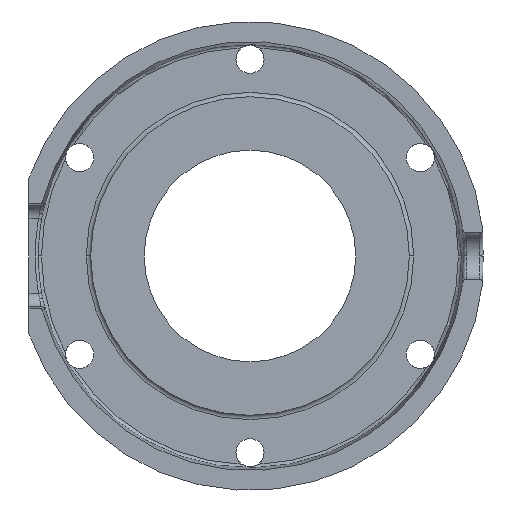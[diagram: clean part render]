
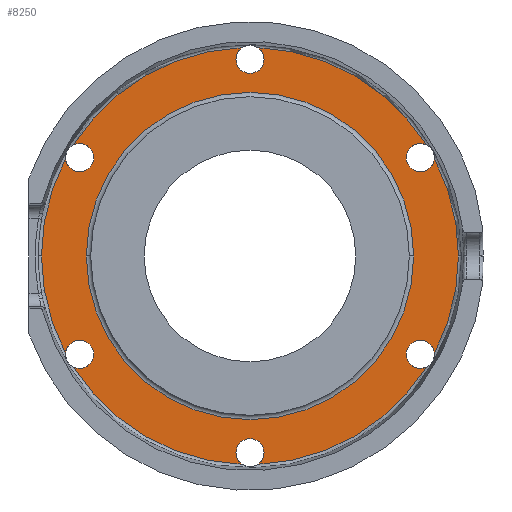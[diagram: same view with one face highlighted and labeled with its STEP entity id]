
A CAD part, left-side view. The second image highlights one B-rep face of the part: STEP entity #8250.
In plain terms, the highlighted planar face has unit normal (-1, 0, 0).
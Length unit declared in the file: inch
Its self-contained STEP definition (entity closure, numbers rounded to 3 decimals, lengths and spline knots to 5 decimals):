
#902=CARTESIAN_POINT('',(1.1875,3.22053,1.85938));
#903=DIRECTION('',(-1.,0.,0.));
#904=DIRECTION('',(0.,-1.,0.));
#905=AXIS2_PLACEMENT_3D('',#902,#903,#904);
#907=CARTESIAN_POINT('',(1.1875,0.,0.));
#908=DIRECTION('',(-1.,0.,0.));
#909=DIRECTION('',(0.,0.038,0.999));
#910=AXIS2_PLACEMENT_3D('',#907,#908,#909);
#912=CARTESIAN_POINT('',(1.1875,0.,3.71875));
#913=DIRECTION('',(-1.,0.,0.));
#914=DIRECTION('',(0.,0.564,0.826));
#915=AXIS2_PLACEMENT_3D('',#912,#913,#914);
#917=CARTESIAN_POINT('',(1.1875,0.,3.71875));
#918=DIRECTION('',(-1.,0.,0.));
#919=DIRECTION('',(0.,1.,0.));
#920=AXIS2_PLACEMENT_3D('',#917,#918,#919);
#922=CARTESIAN_POINT('',(1.1875,0.,3.71875));
#923=DIRECTION('',(-1.,0.,0.));
#924=DIRECTION('',(0.,-1.,0.));
#925=AXIS2_PLACEMENT_3D('',#922,#923,#924);
#927=CARTESIAN_POINT('',(1.1875,0.,0.));
#928=DIRECTION('',(-1.,0.,0.));
#929=DIRECTION('',(0.,-0.846,0.533));
#930=AXIS2_PLACEMENT_3D('',#927,#928,#929);
#932=CARTESIAN_POINT('',(1.1875,-3.22053,1.85938));
#933=DIRECTION('',(-1.,0.,0.));
#934=DIRECTION('',(0.,-0.433,0.901));
#935=AXIS2_PLACEMENT_3D('',#932,#933,#934);
#937=CARTESIAN_POINT('',(1.1875,-3.22053,1.85938));
#938=DIRECTION('',(-1.,0.,0.));
#939=DIRECTION('',(0.,1.,0.));
#940=AXIS2_PLACEMENT_3D('',#937,#938,#939);
#942=CARTESIAN_POINT('',(1.1875,0.,0.));
#943=DIRECTION('',(-1.,0.,0.));
#944=DIRECTION('',(0.,-1.,0.));
#945=AXIS2_PLACEMENT_3D('',#942,#943,#944);
#947=CARTESIAN_POINT('',(1.1875,0.,0.));
#948=DIRECTION('',(1.,0.,0.));
#949=DIRECTION('',(0.,-1.,0.));
#950=AXIS2_PLACEMENT_3D('',#947,#948,#949);
#952=CARTESIAN_POINT('',(1.1875,-3.22053,-1.85938));
#953=DIRECTION('',(-1.,0.,0.));
#954=DIRECTION('',(0.,-0.997,0.075));
#955=AXIS2_PLACEMENT_3D('',#952,#953,#954);
#957=CARTESIAN_POINT('',(1.1875,-3.22053,-1.85938));
#958=DIRECTION('',(-1.,0.,0.));
#959=DIRECTION('',(0.,1.,0.));
#960=AXIS2_PLACEMENT_3D('',#957,#958,#959);
#962=CARTESIAN_POINT('',(1.1875,0.,0.));
#963=DIRECTION('',(1.,0.,0.));
#964=DIRECTION('',(0.,-0.846,-0.533));
#965=AXIS2_PLACEMENT_3D('',#962,#963,#964);
#967=CARTESIAN_POINT('',(1.1875,0.,-3.71875));
#968=DIRECTION('',(-1.,0.,0.));
#969=DIRECTION('',(0.,-0.564,-0.826));
#970=AXIS2_PLACEMENT_3D('',#967,#968,#969);
#972=CARTESIAN_POINT('',(1.1875,0.,-3.71875));
#973=DIRECTION('',(-1.,0.,0.));
#974=DIRECTION('',(0.,-1.,0.));
#975=AXIS2_PLACEMENT_3D('',#972,#973,#974);
#977=CARTESIAN_POINT('',(1.1875,0.,-3.71875));
#978=DIRECTION('',(-1.,0.,0.));
#979=DIRECTION('',(0.,1.,0.));
#980=AXIS2_PLACEMENT_3D('',#977,#978,#979);
#982=CARTESIAN_POINT('',(1.1875,0.,0.));
#983=DIRECTION('',(1.,0.,0.));
#984=DIRECTION('',(0.,0.038,-0.999));
#985=AXIS2_PLACEMENT_3D('',#982,#983,#984);
#987=CARTESIAN_POINT('',(1.1875,3.22053,-1.85938));
#988=DIRECTION('',(-1.,0.,0.));
#989=DIRECTION('',(0.,0.433,-0.901));
#990=AXIS2_PLACEMENT_3D('',#987,#988,#989);
#992=CARTESIAN_POINT('',(1.1875,3.22053,-1.85938));
#993=DIRECTION('',(-1.,0.,0.));
#994=DIRECTION('',(0.,-1.,0.));
#995=AXIS2_PLACEMENT_3D('',#992,#993,#994);
#997=CARTESIAN_POINT('',(1.1875,0.,0.));
#998=DIRECTION('',(1.,0.,0.));
#999=DIRECTION('',(0.,0.884,-0.467));
#1000=AXIS2_PLACEMENT_3D('',#997,#998,#999);
#1002=CARTESIAN_POINT('',(1.1875,0.,0.));
#1003=DIRECTION('',(-1.,0.,0.));
#1004=DIRECTION('',(0.,0.884,0.467));
#1005=AXIS2_PLACEMENT_3D('',#1002,#1003,#1004);
#1007=CARTESIAN_POINT('',(1.1875,3.22053,1.85938));
#1008=DIRECTION('',(-1.,0.,0.));
#1009=DIRECTION('',(0.,0.997,-0.075));
#1010=AXIS2_PLACEMENT_3D('',#1007,#1008,#1009);
#1012=CARTESIAN_POINT('',(1.1875,0.,0.));
#1013=DIRECTION('',(1.,0.,0.));
#1014=DIRECTION('',(0.,-1.,0.));
#1015=AXIS2_PLACEMENT_3D('',#1012,#1013,#1014);
#1222=CARTESIAN_POINT('',(1.1875,0.,0.));
#1223=DIRECTION('',(-1.,0.,0.));
#1224=DIRECTION('',(0.,-1.,0.));
#1225=AXIS2_PLACEMENT_3D('',#1222,#1223,#1224);
#1298=CARTESIAN_POINT('',(1.1875,-3.4854,-1.83933));
#1313=CARTESIAN_POINT('',(1.1875,3.4854,-1.83933));
#1315=CARTESIAN_POINT('',(1.1875,3.3356,-2.09878));
#1327=CARTESIAN_POINT('',(1.1875,-0.1498,-3.93811));
#1336=CARTESIAN_POINT('',(1.1875,0.1498,-3.93811));
#1348=CARTESIAN_POINT('',(1.1875,-3.3356,-2.09878));
#5255=CARTESIAN_POINT('',(1.1875,-3.94096,0.));
#5257=VERTEX_POINT('',#5255);
#5258=CARTESIAN_POINT('',(1.1875,-3.09375,0.));
#5259=CARTESIAN_POINT('',(1.1875,3.09375,0.));
#5260=VERTEX_POINT('',#5258);
#5261=VERTEX_POINT('',#5259);
#5895=CARTESIAN_POINT('',(1.1875,3.94096,0.));
#5896=VERTEX_POINT('',#5895);
#5930=VERTEX_POINT('',#1313);
#5931=VERTEX_POINT('',#1315);
#5932=CARTESIAN_POINT('',(1.1875,2.95491,-1.85938));
#5933=VERTEX_POINT('',#5932);
#5938=VERTEX_POINT('',#1327);
#5939=VERTEX_POINT('',#1336);
#5940=CARTESIAN_POINT('',(1.1875,-0.26563,-3.71875));
#5941=CARTESIAN_POINT('',(1.1875,0.26563,-3.71875));
#5942=VERTEX_POINT('',#5940);
#5943=VERTEX_POINT('',#5941);
#5948=VERTEX_POINT('',#1298);
#5950=VERTEX_POINT('',#1348);
#5951=CARTESIAN_POINT('',(1.1875,-2.95491,-1.85938));
#5952=VERTEX_POINT('',#5951);
#5957=CARTESIAN_POINT('',(1.1875,-3.3356,2.09878));
#5958=CARTESIAN_POINT('',(1.1875,-2.95491,1.85938));
#5959=VERTEX_POINT('',#5957);
#5960=VERTEX_POINT('',#5958);
#5961=CARTESIAN_POINT('',(1.1875,-3.4854,1.83933));
#5962=VERTEX_POINT('',#5961);
#5968=CARTESIAN_POINT('',(1.1875,-0.26563,3.71875));
#5969=CARTESIAN_POINT('',(1.1875,-0.1498,3.93811));
#5970=VERTEX_POINT('',#5968);
#5971=VERTEX_POINT('',#5969);
#5972=CARTESIAN_POINT('',(1.1875,0.1498,3.93811));
#5973=CARTESIAN_POINT('',(1.1875,0.26563,3.71875));
#5974=VERTEX_POINT('',#5972);
#5975=VERTEX_POINT('',#5973);
#5980=CARTESIAN_POINT('',(1.1875,2.95491,1.85938));
#5981=CARTESIAN_POINT('',(1.1875,3.3356,2.09878));
#5982=VERTEX_POINT('',#5980);
#5983=VERTEX_POINT('',#5981);
#5984=CARTESIAN_POINT('',(1.1875,3.4854,1.83933));
#5985=VERTEX_POINT('',#5984);
#8194=CARTESIAN_POINT('',(1.1875,0.,0.));
#8195=DIRECTION('',(1.,0.,0.));
#8196=DIRECTION('',(0.,-1.,0.));
#8197=AXIS2_PLACEMENT_3D('',#8194,#8195,#8196);
#8198=PLANE('',#8197);
#8199=ORIENTED_EDGE('',*,*,#8182,.T.);
#8201=ORIENTED_EDGE('',*,*,#8200,.F.);
#8203=ORIENTED_EDGE('',*,*,#8202,.T.);
#8205=ORIENTED_EDGE('',*,*,#8204,.T.);
#8207=ORIENTED_EDGE('',*,*,#8206,.T.);
#8209=ORIENTED_EDGE('',*,*,#8208,.F.);
#8211=ORIENTED_EDGE('',*,*,#8210,.T.);
#8213=ORIENTED_EDGE('',*,*,#8212,.T.);
#8215=ORIENTED_EDGE('',*,*,#8214,.F.);
#8217=ORIENTED_EDGE('',*,*,#8216,.T.);
#8219=ORIENTED_EDGE('',*,*,#8218,.T.);
#8221=ORIENTED_EDGE('',*,*,#8220,.T.);
#8223=ORIENTED_EDGE('',*,*,#8222,.T.);
#8225=ORIENTED_EDGE('',*,*,#8224,.T.);
#8227=ORIENTED_EDGE('',*,*,#8226,.T.);
#8229=ORIENTED_EDGE('',*,*,#8228,.T.);
#8231=ORIENTED_EDGE('',*,*,#8230,.T.);
#8233=ORIENTED_EDGE('',*,*,#8232,.T.);
#8235=ORIENTED_EDGE('',*,*,#8234,.T.);
#8237=ORIENTED_EDGE('',*,*,#8236,.T.);
#8239=ORIENTED_EDGE('',*,*,#8238,.F.);
#8241=ORIENTED_EDGE('',*,*,#8240,.T.);
#8242=EDGE_LOOP('',(#8199,#8201,#8203,#8205,#8207,#8209,#8211,#8213,#8215,#8217,
#8219,#8221,#8223,#8225,#8227,#8229,#8231,#8233,#8235,#8237,#8239,#8241));
#8243=FACE_OUTER_BOUND('',#8242,.F.);
#8245=ORIENTED_EDGE('',*,*,#8244,.F.);
#8247=ORIENTED_EDGE('',*,*,#8246,.T.);
#8248=EDGE_LOOP('',(#8245,#8247));
#8249=FACE_BOUND('',#8248,.F.);
#906=CIRCLE('',#905,0.26563);
#911=CIRCLE('',#910,3.94096);
#916=CIRCLE('',#915,0.26563);
#921=CIRCLE('',#920,0.26563);
#926=CIRCLE('',#925,0.26563);
#931=CIRCLE('',#930,3.94096);
#936=CIRCLE('',#935,0.26563);
#941=CIRCLE('',#940,0.26563);
#946=CIRCLE('',#945,3.94096);
#951=CIRCLE('',#950,3.94096);
#956=CIRCLE('',#955,0.26563);
#961=CIRCLE('',#960,0.26563);
#966=CIRCLE('',#965,3.94096);
#971=CIRCLE('',#970,0.26563);
#976=CIRCLE('',#975,0.26563);
#981=CIRCLE('',#980,0.26563);
#986=CIRCLE('',#985,3.94096);
#991=CIRCLE('',#990,0.26563);
#996=CIRCLE('',#995,0.26563);
#1001=CIRCLE('',#1000,3.94096);
#1006=CIRCLE('',#1005,3.94096);
#1011=CIRCLE('',#1010,0.26563);
#1016=CIRCLE('',#1015,3.09375);
#1226=CIRCLE('',#1225,3.09375);
#8182=EDGE_CURVE('',#5982,#5983,#906,.T.);
#8200=EDGE_CURVE('',#5974,#5983,#911,.T.);
#8202=EDGE_CURVE('',#5974,#5975,#916,.T.);
#8204=EDGE_CURVE('',#5975,#5970,#921,.T.);
#8206=EDGE_CURVE('',#5970,#5971,#926,.T.);
#8208=EDGE_CURVE('',#5959,#5971,#931,.T.);
#8210=EDGE_CURVE('',#5959,#5960,#936,.T.);
#8212=EDGE_CURVE('',#5960,#5962,#941,.T.);
#8214=EDGE_CURVE('',#5257,#5962,#946,.T.);
#8216=EDGE_CURVE('',#5257,#5948,#951,.T.);
#8218=EDGE_CURVE('',#5948,#5952,#956,.T.);
#8220=EDGE_CURVE('',#5952,#5950,#961,.T.);
#8222=EDGE_CURVE('',#5950,#5938,#966,.T.);
#8224=EDGE_CURVE('',#5938,#5942,#971,.T.);
#8226=EDGE_CURVE('',#5942,#5943,#976,.T.);
#8228=EDGE_CURVE('',#5943,#5939,#981,.T.);
#8230=EDGE_CURVE('',#5939,#5931,#986,.T.);
#8232=EDGE_CURVE('',#5931,#5933,#991,.T.);
#8234=EDGE_CURVE('',#5933,#5930,#996,.T.);
#8236=EDGE_CURVE('',#5930,#5896,#1001,.T.);
#8238=EDGE_CURVE('',#5985,#5896,#1006,.T.);
#8240=EDGE_CURVE('',#5985,#5982,#1011,.T.);
#8244=EDGE_CURVE('',#5260,#5261,#1016,.T.);
#8246=EDGE_CURVE('',#5260,#5261,#1226,.T.);
#8250=ADVANCED_FACE('',(#8243,#8249),#8198,.F.);
